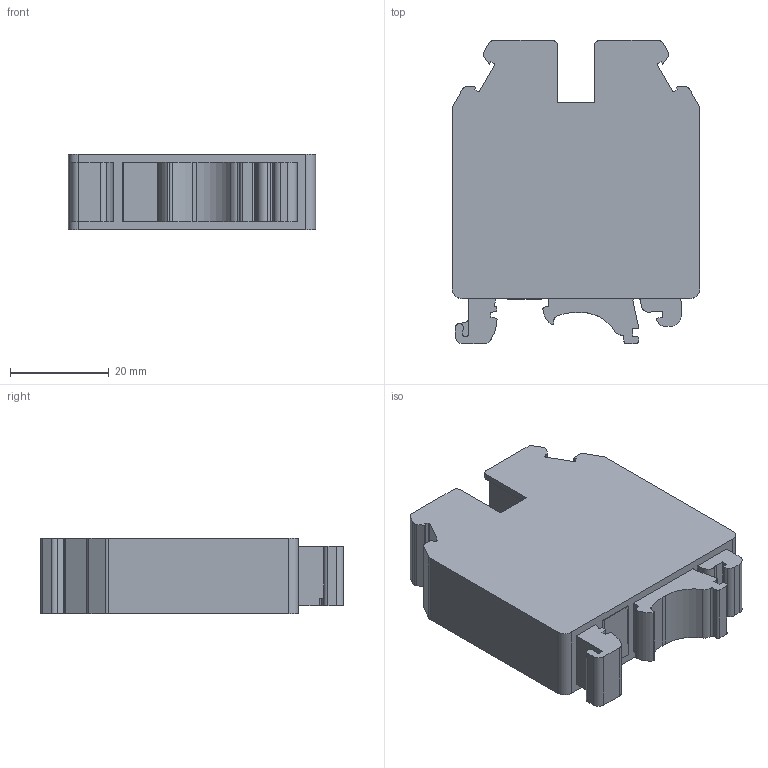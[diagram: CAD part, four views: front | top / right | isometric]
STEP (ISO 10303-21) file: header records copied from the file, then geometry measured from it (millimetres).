
FILE_DESCRIPTION(('STEP AP203'), '1');
FILE_NAME('MTU-35BL_3D', '2024-07-05T13:29:29', (' '), (' '), 'C3D Converter', 'C3D Toolkit', '');
FILE_SCHEMA(('CONFIG_CONTROL_DESIGN'));
Length unit declared in the file: millimetre
Bounding box: 50 x 61.3 x 15.2 mm (x, y, z)
Volume: 36781.5 mm3; surface area: 9823.3 mm2
Topology: 1 solids, 1 shells, 154 faces, 432 edges, 288 vertices
Faces by surface type: plane 95, cylinder 59
Full cylindrical faces by diameter (mm): 7 x2, 7.8 x2
Entity records: 6278 total; most frequent: CARTESIAN_POINT 929, DIRECTION 857, ORIENTED_EDGE 856, EDGE_CURVE 428, LINE 305, VECTOR 305, VERTEX_POINT 288, AXIS2_PLACEMENT_3D 276
